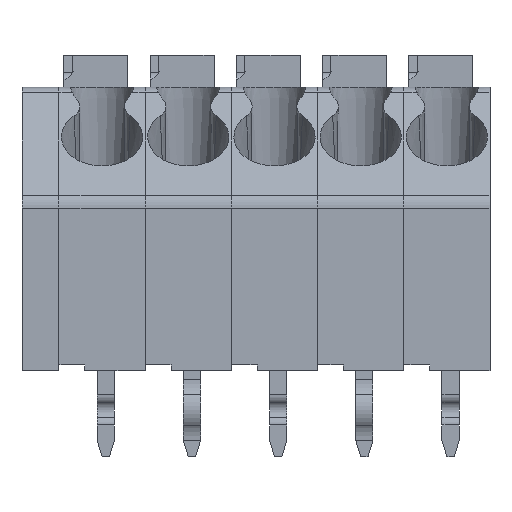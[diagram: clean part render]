
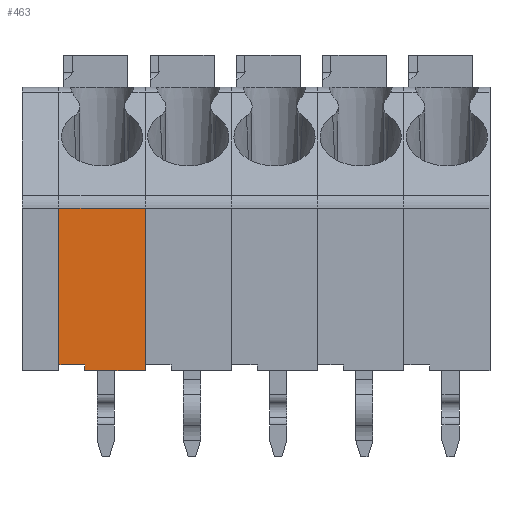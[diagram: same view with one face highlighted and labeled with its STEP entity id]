
A CAD part, front view. The second image highlights one B-rep face of the part: STEP entity #463.
In plain terms, the highlighted planar face has unit normal (0, -1, 0).
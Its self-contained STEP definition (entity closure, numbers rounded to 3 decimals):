
#463 = ADVANCED_FACE( '', ( #1003 ), #1004, .T. );
#1003 = FACE_OUTER_BOUND( '', #1709, .T. );
#1004 = PLANE( '', #1710 );
#1709 = EDGE_LOOP( '', ( #2724, #2725, #2726, #2727, #2728, #2729 ) );
#1710 = AXIS2_PLACEMENT_3D( '', #2730, #2731, #2732 );
#2724 = ORIENTED_EDGE( '', *, *, #4534, .T. );
#2725 = ORIENTED_EDGE( '', *, *, #4535, .F. );
#2726 = ORIENTED_EDGE( '', *, *, #4536, .T. );
#2727 = ORIENTED_EDGE( '', *, *, #4537, .T. );
#2728 = ORIENTED_EDGE( '', *, *, #4538, .F. );
#2729 = ORIENTED_EDGE( '', *, *, #4539, .F. );
#2730 = CARTESIAN_POINT( '', ( 1.75, -6., -4.75 ) );
#2731 = DIRECTION( '', ( 0., -1., 0. ) );
#2732 = DIRECTION( '', ( 0., 0., -1. ) );
#4534 = EDGE_CURVE( '', #5368, #5369, #5370, .T. );
#4535 = EDGE_CURVE( '', #5371, #5369, #5372, .T. );
#4536 = EDGE_CURVE( '', #5371, #5373, #5374, .T. );
#4537 = EDGE_CURVE( '', #5373, #5375, #5376, .T. );
#4538 = EDGE_CURVE( '', #5377, #5375, #5378, .T. );
#4539 = EDGE_CURVE( '', #5368, #5377, #5379, .T. );
#5368 = VERTEX_POINT( '', #6556 );
#5369 = VERTEX_POINT( '', #6557 );
#5370 = LINE( '', #6558, #6559 );
#5371 = VERTEX_POINT( '', #6560 );
#5372 = LINE( '', #6561, #6562 );
#5373 = VERTEX_POINT( '', #6563 );
#5374 = LINE( '', #6564, #6565 );
#5375 = VERTEX_POINT( '', #6566 );
#5376 = LINE( '', #6567, #6568 );
#5377 = VERTEX_POINT( '', #6569 );
#5378 = LINE( '', #6570, #6571 );
#5379 = LINE( '', #6572, #6573 );
#6556 = CARTESIAN_POINT( '', ( -0.7, -6., -4.52 ) );
#6557 = CARTESIAN_POINT( '', ( -0.7, -6., -4.75 ) );
#6558 = CARTESIAN_POINT( '', ( -0.7, -6., -4.52 ) );
#6559 = VECTOR( '', #8161, 1000. );
#6560 = CARTESIAN_POINT( '', ( 1.75, -6., -4.75 ) );
#6561 = CARTESIAN_POINT( '', ( 1.75, -6., -4.75 ) );
#6562 = VECTOR( '', #8162, 1000. );
#6563 = CARTESIAN_POINT( '', ( 1.75, -6., 1.844 ) );
#6564 = CARTESIAN_POINT( '', ( 1.75, -6., -4.75 ) );
#6565 = VECTOR( '', #8163, 1000. );
#6566 = CARTESIAN_POINT( '', ( -1.75, -6., 1.844 ) );
#6567 = CARTESIAN_POINT( '', ( 1.75, -6., 1.844 ) );
#6568 = VECTOR( '', #8164, 1000. );
#6569 = CARTESIAN_POINT( '', ( -1.75, -6., -4.52 ) );
#6570 = CARTESIAN_POINT( '', ( -1.75, -6., -4.75 ) );
#6571 = VECTOR( '', #8165, 1000. );
#6572 = CARTESIAN_POINT( '', ( -0.7, -6., -4.52 ) );
#6573 = VECTOR( '', #8166, 1000. );
#8161 = DIRECTION( '', ( 0., 0., -1. ) );
#8162 = DIRECTION( '', ( -1., 0., 0. ) );
#8163 = DIRECTION( '', ( 0., 0., 1. ) );
#8164 = DIRECTION( '', ( -1., 0., 0. ) );
#8165 = DIRECTION( '', ( 0., 0., 1. ) );
#8166 = DIRECTION( '', ( -1., 0., 0. ) );
